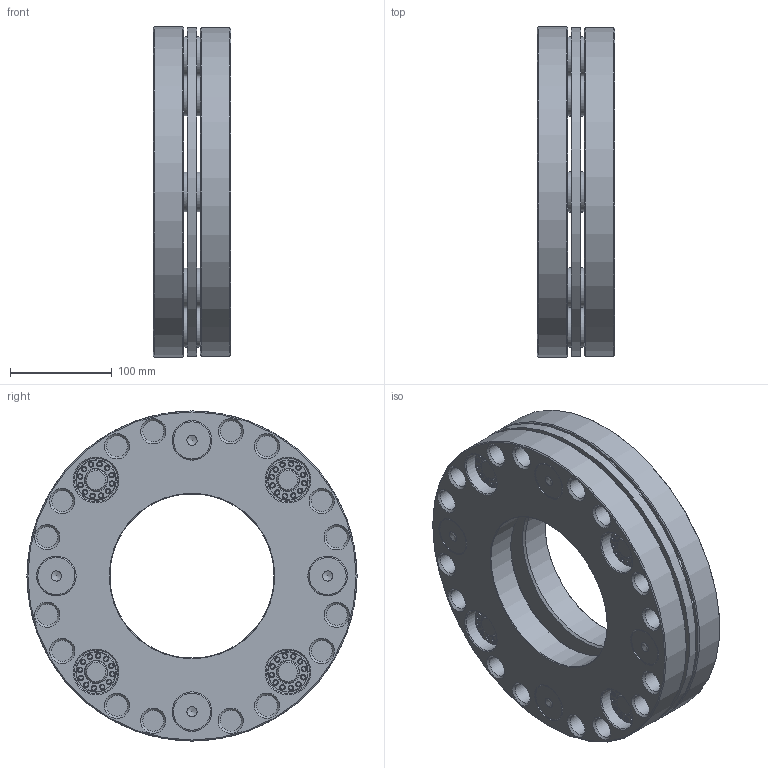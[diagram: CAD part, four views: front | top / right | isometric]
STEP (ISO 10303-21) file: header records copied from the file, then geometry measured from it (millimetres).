
FILE_DESCRIPTION(/* description */ ('Unknown'),/* implementation_level */ '2;1');
FILE_NAME(/* name */ 'HK20-280-00-00',/* time_stamp */ '2020-09-14T13:52:49+02:00',/* author */ ('Unknown'),/* organization */ ('Unknown'),/* preprocessor_version */ 'ST-DEVELOPER v16.7',/* originating_system */ 'Solid Edge',/* authorisation */ 'Unknown');
FILE_SCHEMA (('AUTOMOTIVE_DESIGN {1 0 10303 214 3 1 1}'));
Length unit declared in the file: millimetre
Products named in the file (1): Part11
Bounding box: 76.5 x 325 x 325 mm (x, y, z)
Volume: 3752720.2 mm3; surface area: 539131.4 mm2
Topology: 1 solids, 1 shells, 1517 faces, 3760 edges, 2497 vertices
Faces by surface type: plane 830, cylinder 284, cone 263, torus 140
Full cylindrical faces by diameter (mm): 4.917 x192, 19.3 x1, 20.376 x1, 20.752 x32, 26 x1, 26.02 x2, 26.1 x1, 38.5 x8, 39 x24, 39.7 x8, 43 x8, 162 x2, 210 x1, 325 x3
Entity records: 48223 total; most frequent: DIRECTION 6550, CARTESIAN_POINT 6192, ORIENTED_EDGE 5242, EDGE_CURVE 2621, FACE_BOUND 2562, EDGE_LOOP 2554, AXIS2_PLACEMENT_3D 2411, VERTEX_POINT 2053
